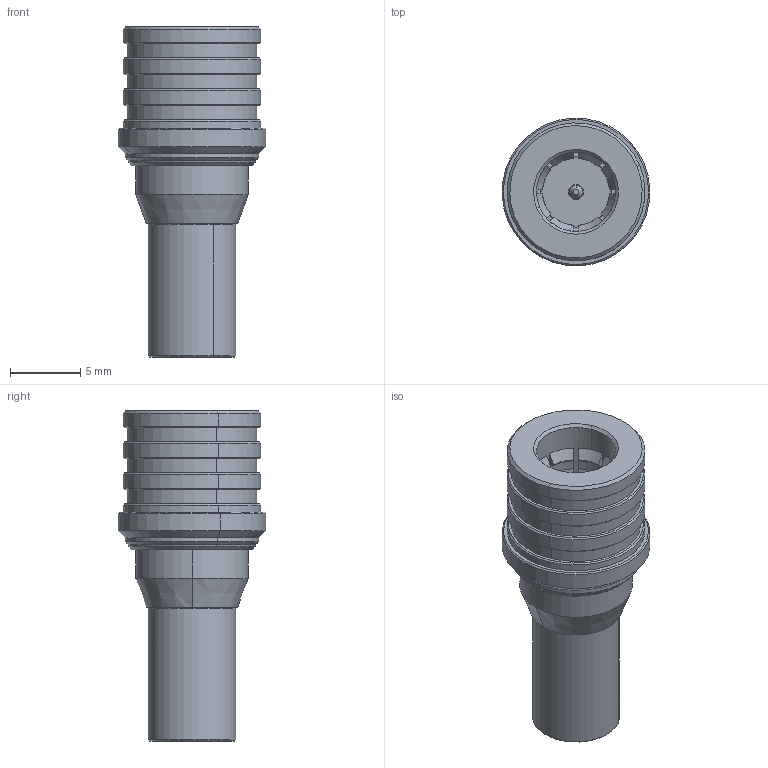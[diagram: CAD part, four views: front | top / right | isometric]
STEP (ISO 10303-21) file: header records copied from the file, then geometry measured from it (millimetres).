
FILE_DESCRIPTION (( 'STEP AP214' ), '1' );
FILE_NAME ('ÑÖÍÊ.434521.028ÑÁ_Âèëêà+äëÿ ïîòðåáèòåëÿ.STEP', '2018-11-28T06:06:07', ( 'User' ), ( '' ), 'SwSTEP 2.0', 'SolidWorks 2016', '' );
FILE_SCHEMA (( 'AUTOMOTIVE_DESIGN' ));
Length unit declared in the file: millimetre
Products named in the file (1): ÑÖÍÊ.434521.028ÑÁ_Âèëêà+äëÿ ïîòðåáèòåëÿ
Bounding box: 10.49 x 10.49 x 23.45 mm (x, y, z)
Volume: 834.4 mm3; surface area: 1222.2 mm2
Topology: 1 solids, 1 shells, 180 faces, 440 edges, 276 vertices
Faces by surface type: cone 68, cylinder 52, plane 40, torus 20
Entity records: 7643 total; most frequent: CARTESIAN_POINT 1389, DIRECTION 922, ORIENTED_EDGE 880, EDGE_CURVE 440, AXIS2_PLACEMENT_3D 381, VERTEX_POINT 276, CIRCLE 200, EDGE_LOOP 194
